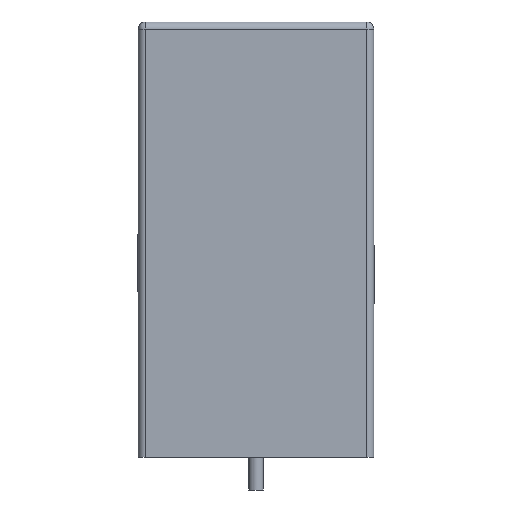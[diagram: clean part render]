
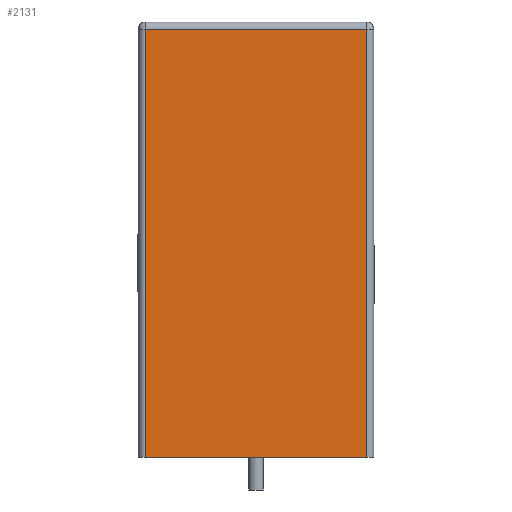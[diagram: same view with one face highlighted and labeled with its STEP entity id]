
A CAD part, front view. The second image highlights one B-rep face of the part: STEP entity #2131.
In plain terms, the highlighted planar face has unit normal (0, -1, 0).
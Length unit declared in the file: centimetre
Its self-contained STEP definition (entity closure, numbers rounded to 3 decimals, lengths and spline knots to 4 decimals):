
#77=VECTOR('',#2294,1.);
#332=VECTOR('',#2660,1.);
#333=VECTOR('',#2668,1.);
#334=VECTOR('',#2669,1.);
#343=LINE('',#2726,#77);
#598=LINE('',#3257,#332);
#599=LINE('',#3263,#333);
#600=LINE('',#3265,#334);
#704=PLANE('',#2258);
#713=VERTEX_POINT('',#2725);
#714=VERTEX_POINT('',#2727);
#887=VERTEX_POINT('',#3256);
#889=VERTEX_POINT('',#3264);
#921=EDGE_CURVE('',#714,#713,#343,.T.);
#1182=EDGE_CURVE('',#887,#713,#598,.T.);
#1185=EDGE_CURVE('',#889,#887,#599,.T.);
#1186=EDGE_CURVE('',#714,#889,#600,.T.);
#1692=ORIENTED_EDGE('',*,*,#1182,.F.);
#1693=ORIENTED_EDGE('',*,*,#1185,.F.);
#1694=ORIENTED_EDGE('',*,*,#1186,.F.);
#1695=ORIENTED_EDGE('',*,*,#921,.T.);
#1885=EDGE_LOOP('',(#1692,#1693,#1694,#1695));
#2013=FACE_BOUND('',#1885,.T.);
#2131=ADVANCED_FACE('',(#2013),#704,.T.);
#2258=AXIS2_PLACEMENT_3D('',#3262,#2667,$);
#2294=DIRECTION('',(1.,0.,0.));
#2660=DIRECTION('',(0.,0.,-1.));
#2667=DIRECTION('',(0.,-1.,0.));
#2668=DIRECTION('',(1.,0.,0.));
#2669=DIRECTION('',(0.,0.,1.));
#2725=CARTESIAN_POINT('',(0.61,-1.575,0.));
#2726=CARTESIAN_POINT('',(-0.65,-1.575,0.));
#2727=CARTESIAN_POINT('',(-0.61,-1.575,0.));
#3256=CARTESIAN_POINT('',(0.61,-1.575,2.36));
#3257=CARTESIAN_POINT('',(0.61,-1.575,0.));
#3262=CARTESIAN_POINT('',(0.,-1.575,0.));
#3263=CARTESIAN_POINT('',(0.,-1.575,2.36));
#3264=CARTESIAN_POINT('',(-0.61,-1.575,2.36));
#3265=CARTESIAN_POINT('',(-0.61,-1.575,0.));
